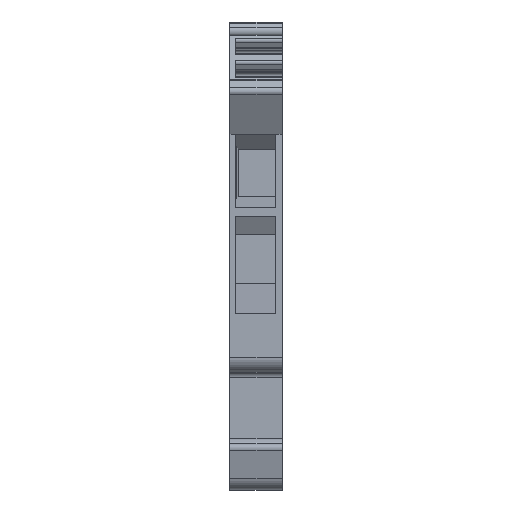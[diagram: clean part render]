
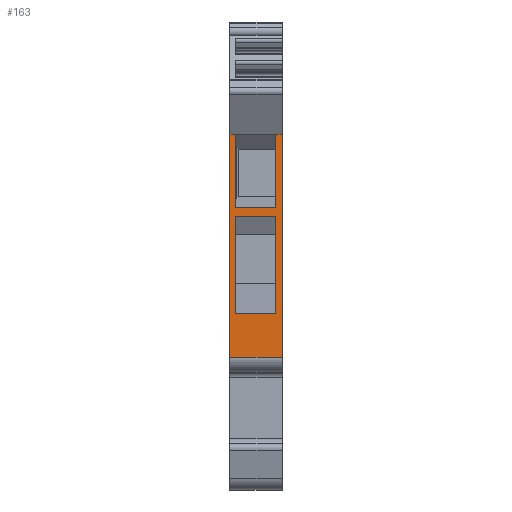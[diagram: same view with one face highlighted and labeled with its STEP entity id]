
A CAD part, left-side view. The second image highlights one B-rep face of the part: STEP entity #163.
In plain terms, the highlighted planar face has unit normal (-1, 0, 0).
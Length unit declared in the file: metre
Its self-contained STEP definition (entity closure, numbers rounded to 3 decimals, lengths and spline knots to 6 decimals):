
#163 = ADVANCED_FACE( '', ( #459, #460 ), #461, .F. );
#459 = FACE_OUTER_BOUND( '', #867, .T. );
#460 = FACE_BOUND( '', #868, .T. );
#461 = PLANE( '', #869 );
#867 = EDGE_LOOP( '', ( #1913, #1914, #1915, #1916, #1917, #1918, #1919, #1920 ) );
#868 = EDGE_LOOP( '', ( #1921, #1922, #1923, #1924 ) );
#869 = AXIS2_PLACEMENT_3D( '', #1925, #1926, #1927 );
#1913 = ORIENTED_EDGE( '', *, *, #3226, .F. );
#1914 = ORIENTED_EDGE( '', *, *, #3227, .F. );
#1915 = ORIENTED_EDGE( '', *, *, #3216, .F. );
#1916 = ORIENTED_EDGE( '', *, *, #3228, .T. );
#1917 = ORIENTED_EDGE( '', *, *, #3229, .F. );
#1918 = ORIENTED_EDGE( '', *, *, #2877, .F. );
#1919 = ORIENTED_EDGE( '', *, *, #3218, .F. );
#1920 = ORIENTED_EDGE( '', *, *, #3230, .F. );
#1921 = ORIENTED_EDGE( '', *, *, #3231, .F. );
#1922 = ORIENTED_EDGE( '', *, *, #3232, .F. );
#1923 = ORIENTED_EDGE( '', *, *, #3233, .F. );
#1924 = ORIENTED_EDGE( '', *, *, #3234, .F. );
#1925 = CARTESIAN_POINT( '', ( -0.02945, -0.00255, 0.016698 ) );
#1926 = DIRECTION( '', ( 1., 0., 0. ) );
#1927 = DIRECTION( '', ( 0., 1., 0. ) );
#2877 = EDGE_CURVE( '', #3496, #3498, #3499, .F. );
#3216 = EDGE_CURVE( '', #4086, #4087, #4088, .F. );
#3218 = EDGE_CURVE( '', #4089, #3496, #4091, .F. );
#3226 = EDGE_CURVE( '', #4102, #4103, #4104, .T. );
#3227 = EDGE_CURVE( '', #4087, #4102, #4105, .F. );
#3228 = EDGE_CURVE( '', #4086, #4106, #4107, .T. );
#3229 = EDGE_CURVE( '', #3498, #4106, #4108, .T. );
#3230 = EDGE_CURVE( '', #4103, #4089, #4109, .F. );
#3231 = EDGE_CURVE( '', #4110, #4111, #4112, .T. );
#3232 = EDGE_CURVE( '', #4113, #4110, #4114, .T. );
#3233 = EDGE_CURVE( '', #4115, #4113, #4116, .F. );
#3234 = EDGE_CURVE( '', #4111, #4115, #4117, .T. );
#3496 = VERTEX_POINT( '', #4473 );
#3498 = VERTEX_POINT( '', #4476 );
#3499 = LINE( '', #4477, #4478 );
#4086 = VERTEX_POINT( '', #5329 );
#4087 = VERTEX_POINT( '', #5330 );
#4088 = LINE( '', #5331, #5332 );
#4089 = VERTEX_POINT( '', #5333 );
#4091 = LINE( '', #5336, #5337 );
#4102 = VERTEX_POINT( '', #5353 );
#4103 = VERTEX_POINT( '', #5354 );
#4104 = LINE( '', #5355, #5356 );
#4105 = LINE( '', #5357, #5358 );
#4106 = VERTEX_POINT( '', #5359 );
#4107 = LINE( '', #5360, #5361 );
#4108 = LINE( '', #5362, #5363 );
#4109 = LINE( '', #5364, #5365 );
#4110 = VERTEX_POINT( '', #5366 );
#4111 = VERTEX_POINT( '', #5367 );
#4112 = LINE( '', #5368, #5369 );
#4113 = VERTEX_POINT( '', #5370 );
#4114 = LINE( '', #5371, #5372 );
#4115 = VERTEX_POINT( '', #5373 );
#4116 = LINE( '', #5374, #5375 );
#4117 = LINE( '', #5376, #5377 );
#4473 = CARTESIAN_POINT( '', ( -0.02945, -0.00255, 0.016698 ) );
#4476 = CARTESIAN_POINT( '', ( -0.02945, -0.00255, -0.0051 ) );
#4477 = CARTESIAN_POINT( '', ( -0.02945, -0.00255, -0.0051 ) );
#4478 = VECTOR( '', #5787, 1. );
#5329 = CARTESIAN_POINT( '', ( -0.02945, 0.00255, 0.016698 ) );
#5330 = CARTESIAN_POINT( '', ( -0.02945, 0.002, 0.016698 ) );
#5331 = CARTESIAN_POINT( '', ( -0.02945, -0.00255, 0.016698 ) );
#5332 = VECTOR( '', #6274, 1. );
#5333 = CARTESIAN_POINT( '', ( -0.02945, -0.00195, 0.016698 ) );
#5336 = CARTESIAN_POINT( '', ( -0.02945, -0.00255, 0.016698 ) );
#5337 = VECTOR( '', #6276, 1. );
#5353 = CARTESIAN_POINT( '', ( -0.02945, 0.002, 0.009549 ) );
#5354 = CARTESIAN_POINT( '', ( -0.02945, -0.00195, 0.009549 ) );
#5355 = CARTESIAN_POINT( '', ( -0.02945, -0.0017, 0.009549 ) );
#5356 = VECTOR( '', #6288, 1. );
#5357 = CARTESIAN_POINT( '', ( -0.02945, 0.002, -0.050841 ) );
#5358 = VECTOR( '', #6289, 1. );
#5359 = CARTESIAN_POINT( '', ( -0.02945, 0.00255, -0.0051 ) );
#5360 = CARTESIAN_POINT( '', ( -0.02945, 0.00255, 0.016698 ) );
#5361 = VECTOR( '', #6290, 1. );
#5362 = CARTESIAN_POINT( '', ( -0.02945, -0.00255, -0.0051 ) );
#5363 = VECTOR( '', #6291, 1. );
#5364 = CARTESIAN_POINT( '', ( -0.02945, -0.00195, -0.050841 ) );
#5365 = VECTOR( '', #6292, 1. );
#5366 = CARTESIAN_POINT( '', ( -0.02945, 0.002, -0.000851 ) );
#5367 = CARTESIAN_POINT( '', ( -0.02945, -0.00195, -0.000851 ) );
#5368 = CARTESIAN_POINT( '', ( -0.02945, 0.00115, -0.000851 ) );
#5369 = VECTOR( '', #6293, 1. );
#5370 = CARTESIAN_POINT( '', ( -0.02945, 0.002, 0.00869 ) );
#5371 = CARTESIAN_POINT( '', ( -0.02945, 0.002, -0.050841 ) );
#5372 = VECTOR( '', #6294, 1. );
#5373 = CARTESIAN_POINT( '', ( -0.02945, -0.00195, 0.00869 ) );
#5374 = CARTESIAN_POINT( '', ( -0.02945, 0.00115, 0.00869 ) );
#5375 = VECTOR( '', #6295, 1. );
#5376 = CARTESIAN_POINT( '', ( -0.02945, -0.00195, -0.050841 ) );
#5377 = VECTOR( '', #6296, 1. );
#5787 = DIRECTION( '', ( 0., 0., 1. ) );
#6274 = DIRECTION( '', ( 0., 1., 0. ) );
#6276 = DIRECTION( '', ( 0., 1., 0. ) );
#6288 = DIRECTION( '', ( 0., -1., 0. ) );
#6289 = DIRECTION( '', ( 0., 0., 1. ) );
#6290 = DIRECTION( '', ( 0., 0., -1. ) );
#6291 = DIRECTION( '', ( 0., 1., 0. ) );
#6292 = DIRECTION( '', ( 0., 0., -1. ) );
#6293 = DIRECTION( '', ( 0., -1., 0. ) );
#6294 = DIRECTION( '', ( 0., 0., -1. ) );
#6295 = DIRECTION( '', ( 0., -1., 0. ) );
#6296 = DIRECTION( '', ( 0., 0., 1. ) );
